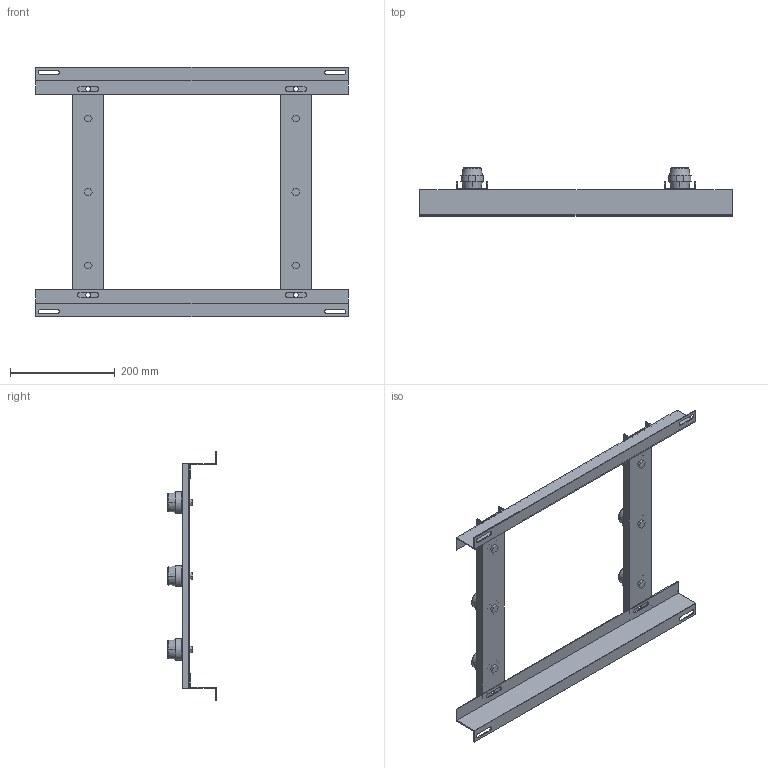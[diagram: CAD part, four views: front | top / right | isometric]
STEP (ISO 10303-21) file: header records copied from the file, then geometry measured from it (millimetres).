
FILE_DESCRIPTION (( 'STEP AP214' ), '1' );
FILE_NAME ('YKM60-R-2X6-36 Ðàìà øèííîãî ìîñòà 2õ6 ÙÎ.STEP', '2016-11-18T12:14:08', ( '' ), ( '' ), 'SwSTEP 2.0', 'SolidWorks 2014', '' );
FILE_SCHEMA (( 'AUTOMOTIVE_DESIGN' ));
Length unit declared in the file: millimetre
Products named in the file (1): YKM60-R-2X6-36 Ðàìà øèííîãî ìîñòà 2õ6 ÙÎ
Bounding box: 596 x 92 x 476 mm (x, y, z)
Volume: 660827.5 mm3; surface area: 417206.9 mm2
Topology: 1 solids, 1 shells, 264 faces, 660 edges, 414 vertices
Faces by surface type: plane 144, cone 48, cylinder 48, bspline 24
Entity records: 8074 total; most frequent: CARTESIAN_POINT 1759, DIRECTION 1306, ORIENTED_EDGE 1296, EDGE_CURVE 648, AXIS2_PLACEMENT_3D 441, LINE 424, VECTOR 424, VERTEX_POINT 414
